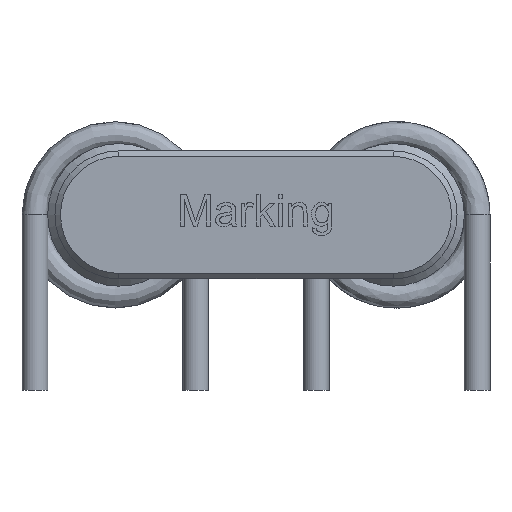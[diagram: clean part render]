
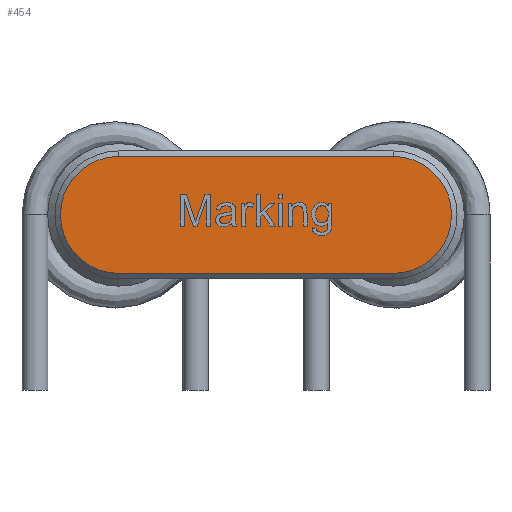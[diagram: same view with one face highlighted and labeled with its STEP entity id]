
A CAD part, front view. The second image highlights one B-rep face of the part: STEP entity #454.
In plain terms, the highlighted planar face has unit normal (0, -1, 0).
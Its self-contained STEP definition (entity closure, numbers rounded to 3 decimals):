
#454 = ADVANCED_FACE( '', ( #863 ), #864, .T. );
#863 = FACE_OUTER_BOUND( '', #1359, .T. );
#864 = PLANE( '', #1360 );
#1359 = EDGE_LOOP( '', ( #4792, #4793, #4794, #4795 ) );
#1360 = AXIS2_PLACEMENT_3D( '', #4796, #4797, #4798 );
#4792 = ORIENTED_EDGE( '', *, *, #6191, .T. );
#4793 = ORIENTED_EDGE( '', *, *, #6192, .T. );
#4794 = ORIENTED_EDGE( '', *, *, #6193, .T. );
#4795 = ORIENTED_EDGE( '', *, *, #6194, .T. );
#4796 = CARTESIAN_POINT( '', ( 7.5, -12., 0. ) );
#4797 = DIRECTION( '', ( 0., -1., 0. ) );
#4798 = DIRECTION( '', ( 0., 0., -1. ) );
#6191 = EDGE_CURVE( '', #6702, #6703, #6704, .T. );
#6192 = EDGE_CURVE( '', #6703, #6705, #6706, .T. );
#6193 = EDGE_CURVE( '', #6705, #6707, #6708, .T. );
#6194 = EDGE_CURVE( '', #6707, #6702, #6709, .T. );
#6702 = VERTEX_POINT( '', #7437 );
#6703 = VERTEX_POINT( '', #7438 );
#6704 = LINE( '', #7439, #7440 );
#6705 = VERTEX_POINT( '', #7441 );
#6706 = CIRCLE( '', #7442, 3.2 );
#6707 = VERTEX_POINT( '', #7443 );
#6708 = LINE( '', #7444, #7445 );
#6709 = CIRCLE( '', #7446, 3.2 );
#7437 = CARTESIAN_POINT( '', ( -7.5, -12., -3.2 ) );
#7438 = CARTESIAN_POINT( '', ( 7.5, -12., -3.2 ) );
#7439 = CARTESIAN_POINT( '', ( 7.5, -12., -3.2 ) );
#7440 = VECTOR( '', #9468, 1000. );
#7441 = CARTESIAN_POINT( '', ( 7.5, -12., 3.2 ) );
#7442 = AXIS2_PLACEMENT_3D( '', #9469, #9470, #9471 );
#7443 = CARTESIAN_POINT( '', ( -7.5, -12., 3.2 ) );
#7444 = CARTESIAN_POINT( '', ( -7.5, -12., 3.2 ) );
#7445 = VECTOR( '', #9472, 1000. );
#7446 = AXIS2_PLACEMENT_3D( '', #9473, #9474, #9475 );
#9468 = DIRECTION( '', ( 1., 0., 0. ) );
#9469 = CARTESIAN_POINT( '', ( 7.5, -12., 0. ) );
#9470 = DIRECTION( '', ( 0., -1., 0. ) );
#9471 = DIRECTION( '', ( 0., 0., -1. ) );
#9472 = DIRECTION( '', ( -1., 0., 0. ) );
#9473 = CARTESIAN_POINT( '', ( -7.5, -12., 0. ) );
#9474 = DIRECTION( '', ( 0., -1., 0. ) );
#9475 = DIRECTION( '', ( 0., 0., -1. ) );
